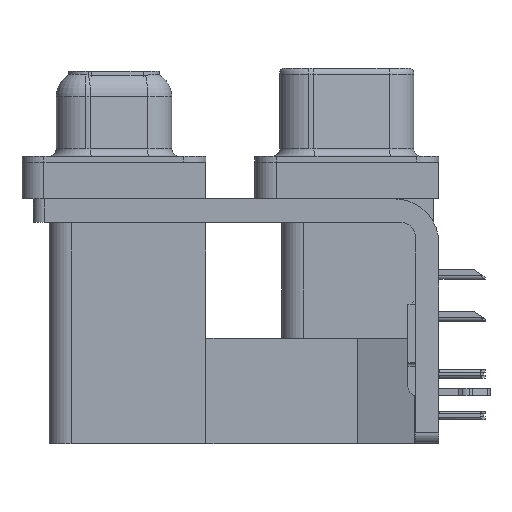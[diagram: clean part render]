
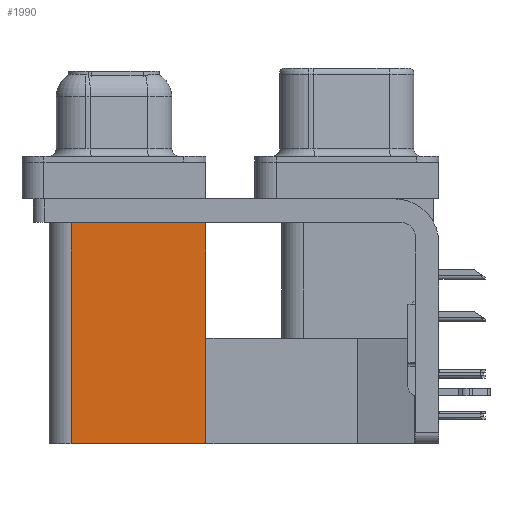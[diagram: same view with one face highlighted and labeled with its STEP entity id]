
A CAD part, left-side view. The second image highlights one B-rep face of the part: STEP entity #1990.
In plain terms, the highlighted planar face has unit normal (-1, 0, 0).
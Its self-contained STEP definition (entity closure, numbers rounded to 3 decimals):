
#1477 = ORIENTED_EDGE ( 'NONE', *, *, #24313, .T. ) ;
#1990 = ADVANCED_FACE ( 'NONE', ( #13524 ), #24869, .F. ) ;
#2186 = LINE ( 'NONE', #25191, #34404 ) ;
#2216 = VERTEX_POINT ( 'NONE', #2856 ) ;
#2856 = CARTESIAN_POINT ( 'NONE',  ( 3.79, 9.6, -2.5 ) ) ;
#4538 = CARTESIAN_POINT ( 'NONE',  ( 3.79, 9.6, -19.2 ) ) ;
#6120 = ORIENTED_EDGE ( 'NONE', *, *, #21356, .T. ) ;
#7238 = AXIS2_PLACEMENT_3D ( 'NONE', #4538, #35736, #12345 ) ;
#7859 = CARTESIAN_POINT ( 'NONE',  ( 3.79, 9.6, -19.2 ) ) ;
#8943 = EDGE_CURVE ( 'NONE', #25970, #28647, #30336, .T. ) ;
#8947 = VECTOR ( 'NONE', #20956, 1000. ) ;
#10263 = ORIENTED_EDGE ( 'NONE', *, *, #13231, .F. ) ;
#11420 = VECTOR ( 'NONE', #24761, 1000. ) ;
#11695 = DIRECTION ( 'NONE',  ( 0., 0., 1. ) ) ;
#12022 = CARTESIAN_POINT ( 'NONE',  ( 3.79, 18.8, -2.5 ) ) ;
#12128 = VECTOR ( 'NONE', #11695, 1000. ) ;
#12345 = DIRECTION ( 'NONE',  ( 0., 1., 0. ) ) ;
#13231 = EDGE_CURVE ( 'NONE', #28647, #14997, #13716, .T. ) ;
#13470 = DIRECTION ( 'NONE',  ( 0., 1., 0. ) ) ;
#13524 = FACE_OUTER_BOUND ( 'NONE', #17967, .T. ) ;
#13716 = LINE ( 'NONE', #23012, #12128 ) ;
#14997 = VERTEX_POINT ( 'NONE', #12022 ) ;
#17887 = CARTESIAN_POINT ( 'NONE',  ( 3.79, 18.8, -19.2 ) ) ;
#17967 = EDGE_LOOP ( 'NONE', ( #6120, #10263, #31127, #1477 ) ) ;
#20956 = DIRECTION ( 'NONE',  ( 0., 0., 1. ) ) ;
#21356 = EDGE_CURVE ( 'NONE', #2216, #14997, #2186, .T. ) ;
#23012 = CARTESIAN_POINT ( 'NONE',  ( 3.79, 18.8, -19.2 ) ) ;
#23241 = CARTESIAN_POINT ( 'NONE',  ( 3.79, 9.6, -19.2 ) ) ;
#24313 = EDGE_CURVE ( 'NONE', #25970, #2216, #32313, .T. ) ;
#24761 = DIRECTION ( 'NONE',  ( 0., 1., 0. ) ) ;
#24869 = PLANE ( 'NONE',  #7238 ) ;
#25191 = CARTESIAN_POINT ( 'NONE',  ( 3.79, 9.6, -2.5 ) ) ;
#25970 = VERTEX_POINT ( 'NONE', #35628 ) ;
#28647 = VERTEX_POINT ( 'NONE', #17887 ) ;
#30336 = LINE ( 'NONE', #7859, #11420 ) ;
#31127 = ORIENTED_EDGE ( 'NONE', *, *, #8943, .F. ) ;
#32313 = LINE ( 'NONE', #23241, #8947 ) ;
#34404 = VECTOR ( 'NONE', #13470, 1000. ) ;
#35628 = CARTESIAN_POINT ( 'NONE',  ( 3.79, 9.6, -19.2 ) ) ;
#35736 = DIRECTION ( 'NONE',  ( 1., 0., 0. ) ) ;
